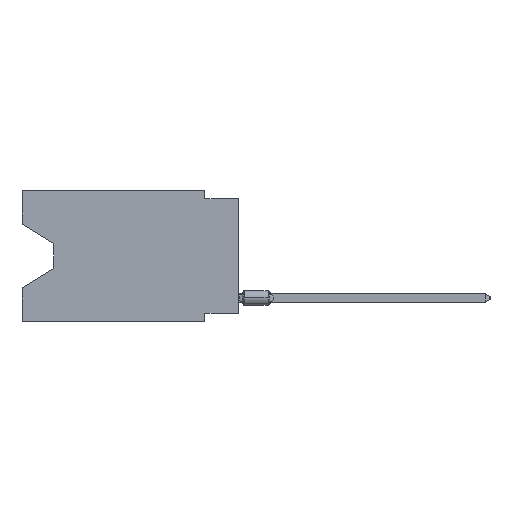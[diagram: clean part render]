
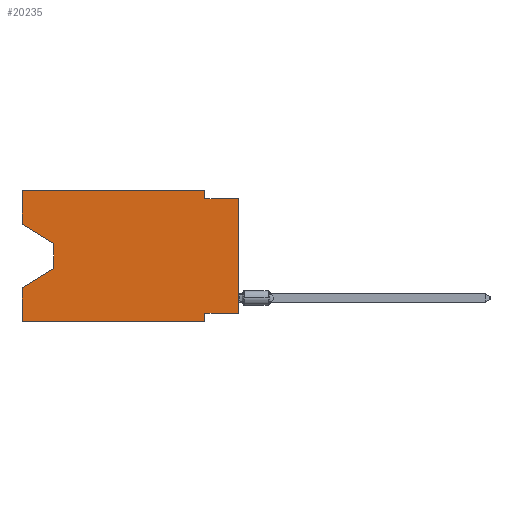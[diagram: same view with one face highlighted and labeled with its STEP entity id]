
A CAD part, left-side view. The second image highlights one B-rep face of the part: STEP entity #20235.
In plain terms, the highlighted planar face has unit normal (-1, 0, 0).
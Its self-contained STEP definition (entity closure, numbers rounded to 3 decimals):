
#275 = VERTEX_POINT ( 'NONE', #19134 ) ;
#431 = ORIENTED_EDGE ( 'NONE', *, *, #8765, .F. ) ;
#525 = VECTOR ( 'NONE', #34399, 1000. ) ;
#1147 = LINE ( 'NONE', #59839, #1965 ) ;
#1327 = EDGE_CURVE ( 'NONE', #21153, #14115, #1147, .T. ) ;
#1965 = VECTOR ( 'NONE', #15898, 1000. ) ;
#4029 = CARTESIAN_POINT ( 'NONE',  ( 0., 16.383, 0. ) ) ;
#4439 = LINE ( 'NONE', #18876, #41170 ) ;
#5743 = CARTESIAN_POINT ( 'NONE',  ( 0., 0., -0.635 ) ) ;
#6127 = LINE ( 'NONE', #59199, #525 ) ;
#7125 = VECTOR ( 'NONE', #60672, 1000. ) ;
#7923 = VERTEX_POINT ( 'NONE', #16719 ) ;
#8765 = EDGE_CURVE ( 'NONE', #21153, #50314, #6127, .T. ) ;
#9605 = VECTOR ( 'NONE', #46447, 1000. ) ;
#11069 = VECTOR ( 'NONE', #22146, 1000. ) ;
#11951 = ORIENTED_EDGE ( 'NONE', *, *, #1327, .T. ) ;
#12047 = CARTESIAN_POINT ( 'NONE',  ( 0., 13.97, -4.013 ) ) ;
#13464 = LINE ( 'NONE', #4029, #61448 ) ;
#13652 = EDGE_CURVE ( 'NONE', #56928, #25048, #14225, .T. ) ;
#14115 = VERTEX_POINT ( 'NONE', #12047 ) ;
#14225 = LINE ( 'NONE', #38103, #28278 ) ;
#14924 = CARTESIAN_POINT ( 'NONE',  ( 0., 16.383, -9.906 ) ) ;
#15627 = VERTEX_POINT ( 'NONE', #30538 ) ;
#15898 = DIRECTION ( 'NONE',  ( 0., -0.855, -0.519 ) ) ;
#16711 = LINE ( 'NONE', #41498, #7125 ) ;
#16719 = CARTESIAN_POINT ( 'NONE',  ( 0., 2.54, -9.906 ) ) ;
#16836 = CARTESIAN_POINT ( 'NONE',  ( 0., 2.54, 0. ) ) ;
#18876 = CARTESIAN_POINT ( 'NONE',  ( 0., 13.97, -4.013 ) ) ;
#19134 = CARTESIAN_POINT ( 'NONE',  ( 0., 0., -9.271 ) ) ;
#20081 = ORIENTED_EDGE ( 'NONE', *, *, #31475, .T. ) ;
#20235 = ADVANCED_FACE ( 'NONE', ( #48498 ), #38773, .F. ) ;
#20281 = CARTESIAN_POINT ( 'NONE',  ( 0., 13.97, -5.893 ) ) ;
#21002 = VERTEX_POINT ( 'NONE', #16836 ) ;
#21153 = VERTEX_POINT ( 'NONE', #46649 ) ;
#22146 = DIRECTION ( 'NONE',  ( 0., 0., -1. ) ) ;
#22314 = DIRECTION ( 'NONE',  ( 0., 0.855, -0.519 ) ) ;
#22464 = LINE ( 'NONE', #26570, #11069 ) ;
#22623 = VERTEX_POINT ( 'NONE', #38005 ) ;
#23111 = VECTOR ( 'NONE', #23722, 1000. ) ;
#23722 = DIRECTION ( 'NONE',  ( 0., 1., 0. ) ) ;
#23783 = CARTESIAN_POINT ( 'NONE',  ( 0., 16.383, -7.36 ) ) ;
#24629 = AXIS2_PLACEMENT_3D ( 'NONE', #52283, #58243, #57925 ) ;
#25048 = VERTEX_POINT ( 'NONE', #23783 ) ;
#25480 = ORIENTED_EDGE ( 'NONE', *, *, #13652, .F. ) ;
#26570 = CARTESIAN_POINT ( 'NONE',  ( 0., 2.54, 0. ) ) ;
#28278 = VECTOR ( 'NONE', #34629, 1000. ) ;
#29930 = LINE ( 'NONE', #5743, #47317 ) ;
#30538 = CARTESIAN_POINT ( 'NONE',  ( 0., 2.54, -0.635 ) ) ;
#31475 = EDGE_CURVE ( 'NONE', #56928, #7923, #45824, .T. ) ;
#31545 = VERTEX_POINT ( 'NONE', #32951 ) ;
#31586 = ORIENTED_EDGE ( 'NONE', *, *, #33331, .F. ) ;
#32951 = CARTESIAN_POINT ( 'NONE',  ( 0., 0., -0.635 ) ) ;
#33331 = EDGE_CURVE ( 'NONE', #22623, #7923, #59597, .T. ) ;
#33442 = LINE ( 'NONE', #47577, #23111 ) ;
#33481 = VECTOR ( 'NONE', #22314, 1000. ) ;
#34399 = DIRECTION ( 'NONE',  ( 0., 0., 1. ) ) ;
#34629 = DIRECTION ( 'NONE',  ( 0., 0., 1. ) ) ;
#34937 = DIRECTION ( 'NONE',  ( 0., -1., 0. ) ) ;
#35111 = DIRECTION ( 'NONE',  ( 0., 0., -1. ) ) ;
#35748 = ORIENTED_EDGE ( 'NONE', *, *, #37626, .T. ) ;
#36412 = CARTESIAN_POINT ( 'NONE',  ( 0., 16.383, -9.906 ) ) ;
#37107 = DIRECTION ( 'NONE',  ( 0., 0., -1. ) ) ;
#37626 = EDGE_CURVE ( 'NONE', #275, #31545, #16711, .T. ) ;
#37773 = EDGE_CURVE ( 'NONE', #14115, #60877, #4439, .T. ) ;
#38005 = CARTESIAN_POINT ( 'NONE',  ( 0., 2.54, -9.271 ) ) ;
#38103 = CARTESIAN_POINT ( 'NONE',  ( 0., 16.383, 0. ) ) ;
#38773 = PLANE ( 'NONE',  #24629 ) ;
#39003 = EDGE_LOOP ( 'NONE', ( #11951, #43656, #44921, #25480, #20081, #31586, #46167, #35748, #54350, #42481, #52439, #431 ) ) ;
#40845 = EDGE_CURVE ( 'NONE', #50314, #21002, #13464, .T. ) ;
#41166 = CARTESIAN_POINT ( 'NONE',  ( 0., 13.97, -5.893 ) ) ;
#41170 = VECTOR ( 'NONE', #37107, 1000. ) ;
#41498 = CARTESIAN_POINT ( 'NONE',  ( 0., 0., 0. ) ) ;
#42481 = ORIENTED_EDGE ( 'NONE', *, *, #52849, .F. ) ;
#43656 = ORIENTED_EDGE ( 'NONE', *, *, #37773, .T. ) ;
#43681 = CARTESIAN_POINT ( 'NONE',  ( 0., 16.383, 0. ) ) ;
#44921 = ORIENTED_EDGE ( 'NONE', *, *, #57509, .T. ) ;
#45824 = LINE ( 'NONE', #36412, #9605 ) ;
#46167 = ORIENTED_EDGE ( 'NONE', *, *, #52990, .F. ) ;
#46447 = DIRECTION ( 'NONE',  ( 0., -1., 0. ) ) ;
#46649 = CARTESIAN_POINT ( 'NONE',  ( 0., 16.383, -2.546 ) ) ;
#47317 = VECTOR ( 'NONE', #34937, 1000. ) ;
#47577 = CARTESIAN_POINT ( 'NONE',  ( 0., 0., -9.271 ) ) ;
#48498 = FACE_OUTER_BOUND ( 'NONE', #39003, .T. ) ;
#50314 = VERTEX_POINT ( 'NONE', #43681 ) ;
#50597 = LINE ( 'NONE', #41166, #33481 ) ;
#52283 = CARTESIAN_POINT ( 'NONE',  ( 0., 16.383, 0. ) ) ;
#52387 = DIRECTION ( 'NONE',  ( 0., -1., 0. ) ) ;
#52439 = ORIENTED_EDGE ( 'NONE', *, *, #40845, .F. ) ;
#52849 = EDGE_CURVE ( 'NONE', #21002, #15627, #22464, .T. ) ;
#52990 = EDGE_CURVE ( 'NONE', #275, #22623, #33442, .T. ) ;
#54350 = ORIENTED_EDGE ( 'NONE', *, *, #54672, .F. ) ;
#54672 = EDGE_CURVE ( 'NONE', #15627, #31545, #29930, .T. ) ;
#55173 = CARTESIAN_POINT ( 'NONE',  ( 0., 2.54, -9.906 ) ) ;
#56928 = VERTEX_POINT ( 'NONE', #14924 ) ;
#57018 = VECTOR ( 'NONE', #35111, 1000. ) ;
#57509 = EDGE_CURVE ( 'NONE', #60877, #25048, #50597, .T. ) ;
#57925 = DIRECTION ( 'NONE',  ( 0., 0., -1. ) ) ;
#58243 = DIRECTION ( 'NONE',  ( 1., 0., 0. ) ) ;
#59199 = CARTESIAN_POINT ( 'NONE',  ( 0., 16.383, 0. ) ) ;
#59597 = LINE ( 'NONE', #55173, #57018 ) ;
#59839 = CARTESIAN_POINT ( 'NONE',  ( 0., 16.383, -2.546 ) ) ;
#60672 = DIRECTION ( 'NONE',  ( 0., 0., 1. ) ) ;
#60877 = VERTEX_POINT ( 'NONE', #20281 ) ;
#61448 = VECTOR ( 'NONE', #52387, 1000. ) ;
